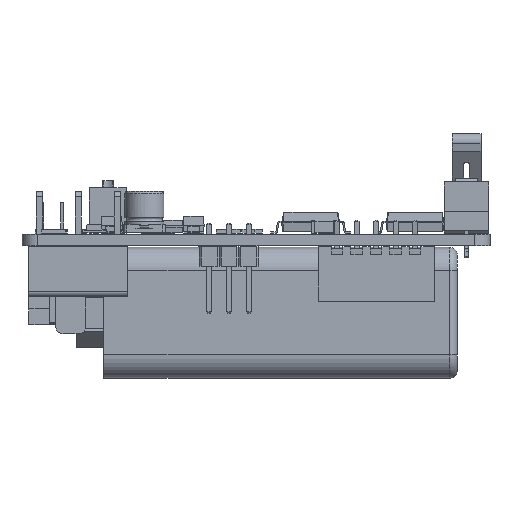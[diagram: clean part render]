
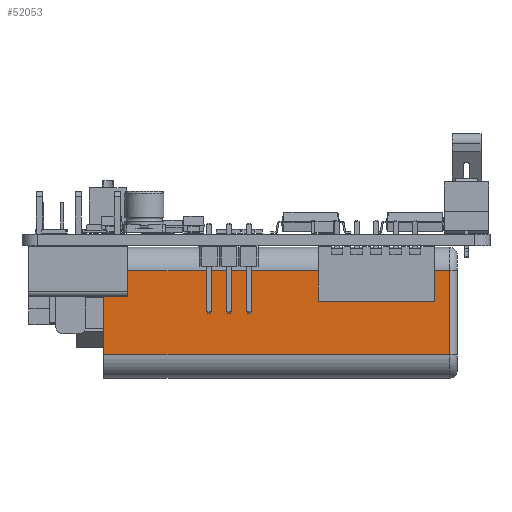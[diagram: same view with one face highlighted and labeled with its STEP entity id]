
A CAD part, left-side view. The second image highlights one B-rep face of the part: STEP entity #52053.
In plain terms, the highlighted face is planar.
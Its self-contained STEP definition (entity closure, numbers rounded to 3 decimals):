
#52053 = ADVANCED_FACE('',(#52054),#52088,.T.);
#52054 = FACE_BOUND('',#52055,.T.);
#52055 = EDGE_LOOP('',(#52056,#52066,#52074,#52082));
#52056 = ORIENTED_EDGE('',*,*,#52057,.F.);
#52057 = EDGE_CURVE('',#52058,#52060,#52062,.T.);
#52058 = VERTEX_POINT('',#52059);
#52059 = CARTESIAN_POINT('',(44.3,13.05,5.4));
#52060 = VERTEX_POINT('',#52061);
#52061 = CARTESIAN_POINT('',(0.,13.05,5.4));
#52062 = LINE('',#52063,#52064);
#52063 = CARTESIAN_POINT('',(45.3,13.05,5.4));
#52064 = VECTOR('',#52065,1.);
#52065 = DIRECTION('',(-1.,0.,0.));
#52066 = ORIENTED_EDGE('',*,*,#52067,.T.);
#52067 = EDGE_CURVE('',#52058,#52068,#52070,.T.);
#52068 = VERTEX_POINT('',#52069);
#52069 = CARTESIAN_POINT('',(44.3,13.05,-5.4));
#52070 = LINE('',#52071,#52072);
#52071 = CARTESIAN_POINT('',(44.3,13.05,0.));
#52072 = VECTOR('',#52073,1.);
#52073 = DIRECTION('',(0.,0.,-1.));
#52074 = ORIENTED_EDGE('',*,*,#52075,.T.);
#52075 = EDGE_CURVE('',#52068,#52076,#52078,.T.);
#52076 = VERTEX_POINT('',#52077);
#52077 = CARTESIAN_POINT('',(0.,13.05,-5.4));
#52078 = LINE('',#52079,#52080);
#52079 = CARTESIAN_POINT('',(0.,13.05,-5.4));
#52080 = VECTOR('',#52081,1.);
#52081 = DIRECTION('',(-1.,0.,0.));
#52082 = ORIENTED_EDGE('',*,*,#52083,.F.);
#52083 = EDGE_CURVE('',#52060,#52076,#52084,.T.);
#52084 = LINE('',#52085,#52086);
#52085 = CARTESIAN_POINT('',(0.,13.05,0.));
#52086 = VECTOR('',#52087,1.);
#52087 = DIRECTION('',(0.,0.,-1.));
#52088 = PLANE('',#52089);
#52089 = AXIS2_PLACEMENT_3D('',#52090,#52091,#52092);
#52090 = CARTESIAN_POINT('',(45.3,13.05,0.));
#52091 = DIRECTION('',(0.,1.,0.));
#52092 = DIRECTION('',(0.,0.,1.));
